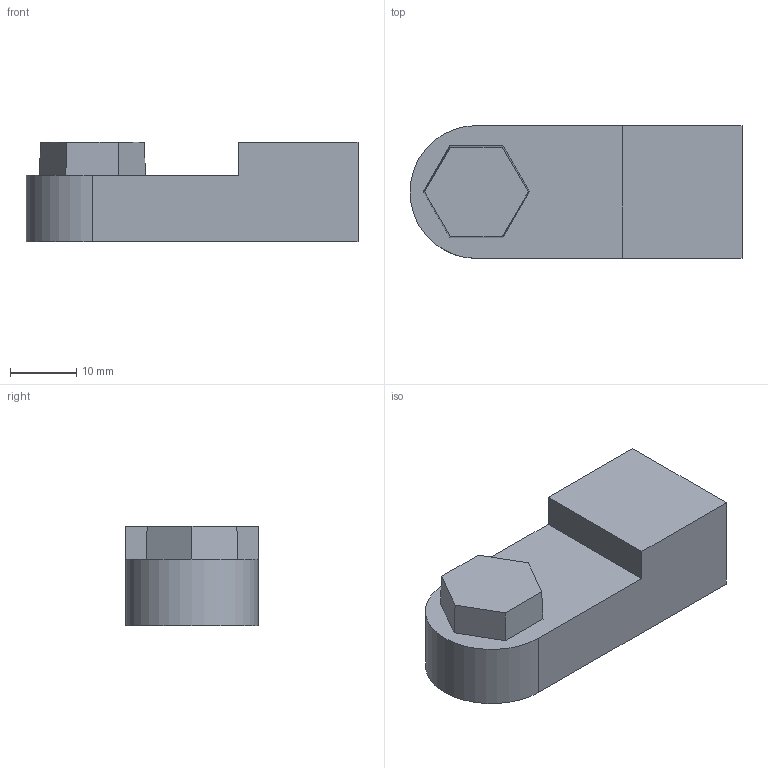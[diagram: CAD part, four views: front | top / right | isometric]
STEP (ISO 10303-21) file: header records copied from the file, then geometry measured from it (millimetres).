
FILE_DESCRIPTION(('FreeCAD Model'),'2;1');
FILE_NAME('Open CASCADE Shape Model','2024-01-05T13:57:27',(''),(''), 'Open CASCADE STEP processor 7.7','FreeCAD','Unknown');
FILE_SCHEMA(('AUTOMOTIVE_DESIGN { 1 0 10303 214 1 1 1 1 }'));
Length unit declared in the file: millimetre
Products named in the file (1): mount MK3
Bounding box: 50 x 20 x 15 mm (x, y, z)
Volume: 11613 mm3; surface area: 3991.6 mm2
Topology: 1 solids, 1 shells, 21 faces, 56 edges, 38 vertices
Faces by surface type: plane 20, cylinder 1
Entity records: 1380 total; most frequent: CARTESIAN_POINT 246, DIRECTION 196, LINE 146, VECTOR 146, ORIENTED_EDGE 112, PCURVE 112, DEFINITIONAL_REPRESENTATION 112, EDGE_CURVE 56
